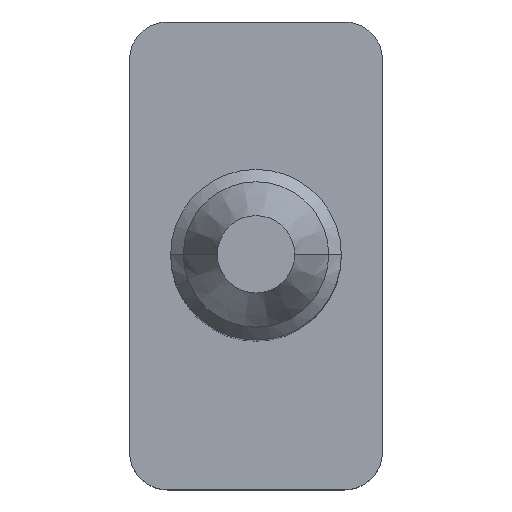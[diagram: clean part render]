
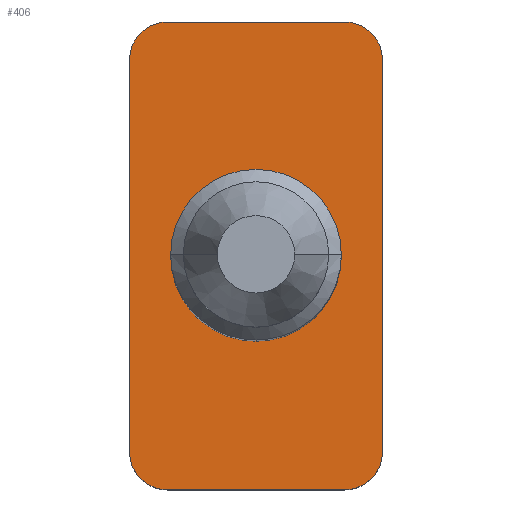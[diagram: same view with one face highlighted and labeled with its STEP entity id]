
A CAD part, top view. The second image highlights one B-rep face of the part: STEP entity #406.
In plain terms, the highlighted planar face has unit normal (0, 0, 1).
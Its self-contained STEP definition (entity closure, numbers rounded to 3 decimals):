
#8 = CIRCLE ( 'NONE', #787, 0.3 ) ;
#16 = CARTESIAN_POINT ( 'NONE',  ( 1., 1.55, -0.49 ) ) ;
#31 = PLANE ( 'NONE',  #108 ) ;
#41 = AXIS2_PLACEMENT_3D ( 'NONE', #492, #201, #429 ) ;
#50 = DIRECTION ( 'NONE',  ( -1., 0., 0. ) ) ;
#64 = CIRCLE ( 'NONE', #863, 0.675 ) ;
#108 = AXIS2_PLACEMENT_3D ( 'NONE', #323, #606, #887 ) ;
#113 = CARTESIAN_POINT ( 'NONE',  ( 0., 0., -0.49 ) ) ;
#126 = ORIENTED_EDGE ( 'NONE', *, *, #521, .T. ) ;
#135 = VECTOR ( 'NONE', #583, 1000. ) ;
#137 = VERTEX_POINT ( 'NONE', #340 ) ;
#138 = CARTESIAN_POINT ( 'NONE',  ( 0.7, 1.85, -0.49 ) ) ;
#147 = VERTEX_POINT ( 'NONE', #417 ) ;
#166 = AXIS2_PLACEMENT_3D ( 'NONE', #312, #878, #237 ) ;
#177 = ORIENTED_EDGE ( 'NONE', *, *, #717, .F. ) ;
#198 = DIRECTION ( 'NONE',  ( 0., 0., 1. ) ) ;
#201 = DIRECTION ( 'NONE',  ( 0., 0., 1. ) ) ;
#206 = ORIENTED_EDGE ( 'NONE', *, *, #419, .F. ) ;
#213 = CIRCLE ( 'NONE', #342, 0.3 ) ;
#218 = ORIENTED_EDGE ( 'NONE', *, *, #706, .T. ) ;
#221 = ORIENTED_EDGE ( 'NONE', *, *, #457, .T. ) ;
#223 = VERTEX_POINT ( 'NONE', #138 ) ;
#225 = ORIENTED_EDGE ( 'NONE', *, *, #331, .F. ) ;
#236 = EDGE_LOOP ( 'NONE', ( #177, #292, #206, #502, #225, #218, #289, #221 ) ) ;
#237 = DIRECTION ( 'NONE',  ( 1., 0., 0. ) ) ;
#243 = CARTESIAN_POINT ( 'NONE',  ( 1., 1.85, -0.49 ) ) ;
#270 = CARTESIAN_POINT ( 'NONE',  ( -0.7, 1.55, -0.49 ) ) ;
#289 = ORIENTED_EDGE ( 'NONE', *, *, #584, .F. ) ;
#292 = ORIENTED_EDGE ( 'NONE', *, *, #495, .T. ) ;
#312 = CARTESIAN_POINT ( 'NONE',  ( 0.7, 1.55, -0.49 ) ) ;
#320 = ORIENTED_EDGE ( 'NONE', *, *, #526, .T. ) ;
#323 = CARTESIAN_POINT ( 'NONE',  ( 0., 0., -0.49 ) ) ;
#328 = VERTEX_POINT ( 'NONE', #682 ) ;
#331 = EDGE_CURVE ( 'NONE', #733, #137, #818, .T. ) ;
#340 = CARTESIAN_POINT ( 'NONE',  ( 1., -1.55, -0.49 ) ) ;
#342 = AXIS2_PLACEMENT_3D ( 'NONE', #270, #198, #348 ) ;
#348 = DIRECTION ( 'NONE',  ( 1., 0., 0. ) ) ;
#378 = LINE ( 'NONE', #388, #486 ) ;
#380 = VERTEX_POINT ( 'NONE', #736 ) ;
#388 = CARTESIAN_POINT ( 'NONE',  ( -1., 1.85, -0.49 ) ) ;
#403 = CARTESIAN_POINT ( 'NONE',  ( -0.7, 1.85, -0.49 ) ) ;
#406 = ADVANCED_FACE ( 'NONE', ( #746, #678 ), #31, .T. ) ;
#411 = DIRECTION ( 'NONE',  ( 0., 0., -1. ) ) ;
#417 = CARTESIAN_POINT ( 'NONE',  ( -0.7, -1.85, -0.49 ) ) ;
#419 = EDGE_CURVE ( 'NONE', #880, #147, #777, .T. ) ;
#429 = DIRECTION ( 'NONE',  ( 1., 0., 0. ) ) ;
#445 = CIRCLE ( 'NONE', #41, 0.3 ) ;
#457 = EDGE_CURVE ( 'NONE', #903, #467, #213, .T. ) ;
#467 = VERTEX_POINT ( 'NONE', #487 ) ;
#479 = CARTESIAN_POINT ( 'NONE',  ( -0.7, -1.55, -0.49 ) ) ;
#486 = VECTOR ( 'NONE', #597, 1000. ) ;
#487 = CARTESIAN_POINT ( 'NONE',  ( -1., 1.55, -0.49 ) ) ;
#492 = CARTESIAN_POINT ( 'NONE',  ( 0.7, -1.55, -0.49 ) ) ;
#495 = EDGE_CURVE ( 'NONE', #328, #147, #8, .T. ) ;
#502 = ORIENTED_EDGE ( 'NONE', *, *, #638, .T. ) ;
#504 = VERTEX_POINT ( 'NONE', #899 ) ;
#521 = EDGE_CURVE ( 'NONE', #380, #504, #64, .T. ) ;
#526 = EDGE_CURVE ( 'NONE', #504, #380, #744, .T. ) ;
#550 = CARTESIAN_POINT ( 'NONE',  ( 0., 0., -0.49 ) ) ;
#559 = CARTESIAN_POINT ( 'NONE',  ( 1., -1.85, -0.49 ) ) ;
#579 = CIRCLE ( 'NONE', #166, 0.3 ) ;
#583 = DIRECTION ( 'NONE',  ( 1., 0., 0. ) ) ;
#584 = EDGE_CURVE ( 'NONE', #903, #223, #796, .T. ) ;
#597 = DIRECTION ( 'NONE',  ( 0., 1., 0. ) ) ;
#606 = DIRECTION ( 'NONE',  ( 0., 0., 1. ) ) ;
#615 = DIRECTION ( 'NONE',  ( 1., 0., 0. ) ) ;
#630 = DIRECTION ( 'NONE',  ( -1., 0., 0. ) ) ;
#638 = EDGE_CURVE ( 'NONE', #880, #137, #445, .T. ) ;
#640 = VECTOR ( 'NONE', #835, 1000. ) ;
#654 = VECTOR ( 'NONE', #895, 1000. ) ;
#657 = CARTESIAN_POINT ( 'NONE',  ( 1., 1.85, -0.49 ) ) ;
#678 = FACE_BOUND ( 'NONE', #864, .T. ) ;
#682 = CARTESIAN_POINT ( 'NONE',  ( -1., -1.55, -0.49 ) ) ;
#706 = EDGE_CURVE ( 'NONE', #733, #223, #579, .T. ) ;
#717 = EDGE_CURVE ( 'NONE', #328, #467, #378, .T. ) ;
#733 = VERTEX_POINT ( 'NONE', #16 ) ;
#736 = CARTESIAN_POINT ( 'NONE',  ( 0.675, 0., -0.49 ) ) ;
#744 = CIRCLE ( 'NONE', #800, 0.675 ) ;
#746 = FACE_OUTER_BOUND ( 'NONE', #236, .T. ) ;
#758 = CARTESIAN_POINT ( 'NONE',  ( 0.7, -1.85, -0.49 ) ) ;
#763 = DIRECTION ( 'NONE',  ( 0., 0., -1. ) ) ;
#777 = LINE ( 'NONE', #559, #640 ) ;
#787 = AXIS2_PLACEMENT_3D ( 'NONE', #479, #904, #615 ) ;
#796 = LINE ( 'NONE', #657, #135 ) ;
#800 = AXIS2_PLACEMENT_3D ( 'NONE', #113, #411, #50 ) ;
#818 = LINE ( 'NONE', #243, #654 ) ;
#835 = DIRECTION ( 'NONE',  ( -1., 0., 0. ) ) ;
#863 = AXIS2_PLACEMENT_3D ( 'NONE', #550, #763, #630 ) ;
#864 = EDGE_LOOP ( 'NONE', ( #320, #126 ) ) ;
#878 = DIRECTION ( 'NONE',  ( 0., 0., 1. ) ) ;
#880 = VERTEX_POINT ( 'NONE', #758 ) ;
#887 = DIRECTION ( 'NONE',  ( -1., 0., 0. ) ) ;
#895 = DIRECTION ( 'NONE',  ( 0., -1., 0. ) ) ;
#899 = CARTESIAN_POINT ( 'NONE',  ( -0.675, 0., -0.49 ) ) ;
#903 = VERTEX_POINT ( 'NONE', #403 ) ;
#904 = DIRECTION ( 'NONE',  ( 0., 0., 1. ) ) ;
